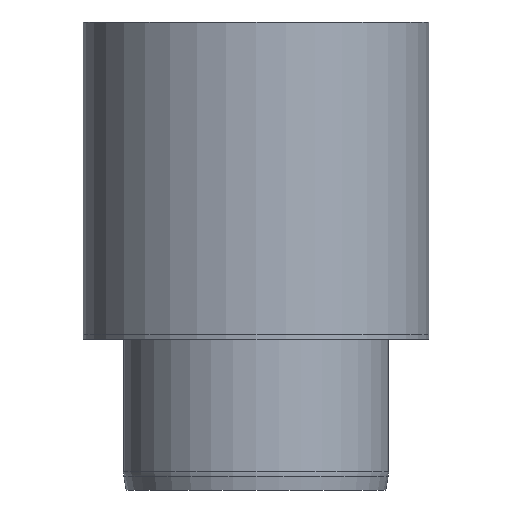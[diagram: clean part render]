
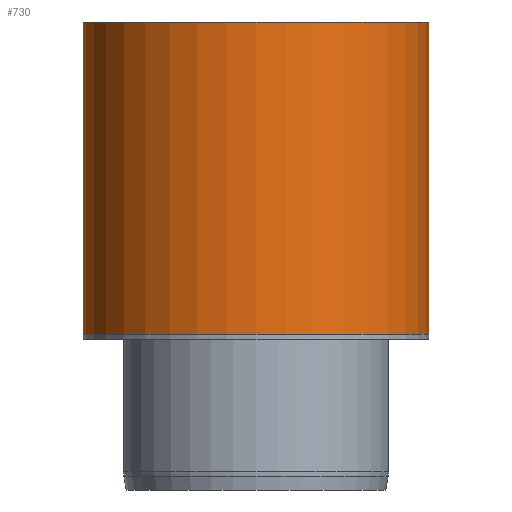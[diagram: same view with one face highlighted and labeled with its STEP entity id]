
A CAD part, front view. The second image highlights one B-rep face of the part: STEP entity #730.
In plain terms, the highlighted cylindrical face has radius 665 mm (diameter 1330 mm), a full revolution.
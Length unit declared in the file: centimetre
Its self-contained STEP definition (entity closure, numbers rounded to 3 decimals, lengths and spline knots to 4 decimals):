
#65=LINE('',#1334,#90);
#90=VECTOR('',#1095,66.5);
#106=CYLINDRICAL_SURFACE('',#845,66.5);
#145=FACE_OUTER_BOUND('',#198,.T.);
#198=EDGE_LOOP('',(#625,#626,#627,#628));
#275=CIRCLE('',#844,66.5);
#276=CIRCLE('',#846,66.5);
#345=VERTEX_POINT('',#1329);
#346=VERTEX_POINT('',#1332);
#439=EDGE_CURVE('',#345,#345,#275,.T.);
#440=EDGE_CURVE('',#346,#346,#276,.T.);
#441=EDGE_CURVE('',#346,#345,#65,.T.);
#625=ORIENTED_EDGE('',*,*,#440,.F.);
#626=ORIENTED_EDGE('',*,*,#441,.T.);
#627=ORIENTED_EDGE('',*,*,#439,.T.);
#628=ORIENTED_EDGE('',*,*,#441,.F.);
#730=ADVANCED_FACE('',(#145),#106,.T.);
#844=AXIS2_PLACEMENT_3D('',#1330,#1089,#1090);
#845=AXIS2_PLACEMENT_3D('',#1331,#1091,#1092);
#846=AXIS2_PLACEMENT_3D('',#1333,#1093,#1094);
#1089=DIRECTION('center_axis',(0.,0.,1.));
#1090=DIRECTION('ref_axis',(1.,0.,0.));
#1091=DIRECTION('center_axis',(0.,0.,1.));
#1092=DIRECTION('ref_axis',(-1.,0.,0.));
#1093=DIRECTION('center_axis',(0.,0.,1.));
#1094=DIRECTION('ref_axis',(1.,0.,0.));
#1095=DIRECTION('',(0.,0.,-1.));
#1329=CARTESIAN_POINT('',(66.5,0.,60.));
#1330=CARTESIAN_POINT('Origin',(0.,0.,60.));
#1331=CARTESIAN_POINT('Origin',(0.,0.,120.));
#1332=CARTESIAN_POINT('',(66.5,0.,180.));
#1333=CARTESIAN_POINT('Origin',(0.,0.,180.));
#1334=CARTESIAN_POINT('',(66.5,0.,120.));
